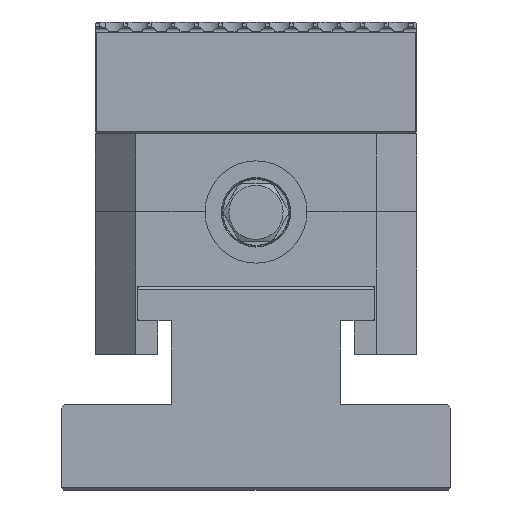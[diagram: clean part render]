
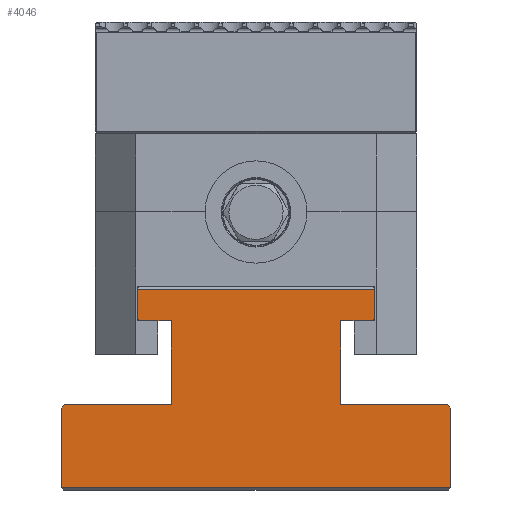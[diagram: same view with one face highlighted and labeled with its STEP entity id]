
A CAD part, left-side view. The second image highlights one B-rep face of the part: STEP entity #4046.
In plain terms, the highlighted planar face has unit normal (-1, 0, 0).
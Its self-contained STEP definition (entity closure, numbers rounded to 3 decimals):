
#3407=FACE_OUTER_BOUND('',#8827,.T.);
#4046=ADVANCED_FACE('',(#3407),#4994,.T.);
#4994=PLANE('',#18879);
#5574=LINE('',#25384,#6856);
#5580=LINE('',#25398,#6862);
#5586=LINE('',#25411,#6868);
#5602=LINE('',#25450,#6884);
#5603=LINE('',#25453,#6885);
#5604=LINE('',#25454,#6886);
#5605=LINE('',#25455,#6887);
#5606=LINE('',#25457,#6888);
#5607=LINE('',#25459,#6889);
#5608=LINE('',#25461,#6890);
#5609=LINE('',#25463,#6891);
#5610=LINE('',#25464,#6892);
#5611=LINE('',#25466,#6893);
#5612=LINE('',#25468,#6894);
#5613=LINE('',#25470,#6895);
#5614=LINE('',#25472,#6896);
#6856=VECTOR('',#20624,1.);
#6862=VECTOR('',#20632,1.);
#6868=VECTOR('',#20642,1.);
#6884=VECTOR('',#20668,1.);
#6885=VECTOR('',#20669,1.);
#6886=VECTOR('',#20670,1.);
#6887=VECTOR('',#20671,1.);
#6888=VECTOR('',#20672,1.);
#6889=VECTOR('',#20673,1.);
#6890=VECTOR('',#20674,1.);
#6891=VECTOR('',#20675,1.);
#6892=VECTOR('',#20676,1.);
#6893=VECTOR('',#20677,1.);
#6894=VECTOR('',#20678,1.);
#6895=VECTOR('',#20679,1.);
#6896=VECTOR('',#20680,1.);
#8827=EDGE_LOOP('',(#10147,#10148,#10149,#10150,#10151,#10152,#10153,#10154,
#10155,#10156,#10157,#10158,#10159,#10160,#10161,#10162));
#10147=ORIENTED_EDGE('',*,*,#16139,.T.);
#10148=ORIENTED_EDGE('',*,*,#16140,.T.);
#10149=ORIENTED_EDGE('',*,*,#16109,.F.);
#10150=ORIENTED_EDGE('',*,*,#16141,.T.);
#10151=ORIENTED_EDGE('',*,*,#16115,.T.);
#10152=ORIENTED_EDGE('',*,*,#16142,.T.);
#10153=ORIENTED_EDGE('',*,*,#16143,.F.);
#10154=ORIENTED_EDGE('',*,*,#16144,.F.);
#10155=ORIENTED_EDGE('',*,*,#16145,.F.);
#10156=ORIENTED_EDGE('',*,*,#16146,.T.);
#10157=ORIENTED_EDGE('',*,*,#16121,.T.);
#10158=ORIENTED_EDGE('',*,*,#16147,.T.);
#10159=ORIENTED_EDGE('',*,*,#16148,.F.);
#10160=ORIENTED_EDGE('',*,*,#16149,.T.);
#10161=ORIENTED_EDGE('',*,*,#16150,.T.);
#10162=ORIENTED_EDGE('',*,*,#16151,.T.);
#14517=VERTEX_POINT('',#25385);
#14518=VERTEX_POINT('',#25386);
#14523=VERTEX_POINT('',#25397);
#14524=VERTEX_POINT('',#25399);
#14529=VERTEX_POINT('',#25412);
#14530=VERTEX_POINT('',#25413);
#14547=VERTEX_POINT('',#25451);
#14548=VERTEX_POINT('',#25452);
#14549=VERTEX_POINT('',#25456);
#14550=VERTEX_POINT('',#25458);
#14551=VERTEX_POINT('',#25460);
#14552=VERTEX_POINT('',#25462);
#14553=VERTEX_POINT('',#25465);
#14554=VERTEX_POINT('',#25467);
#14555=VERTEX_POINT('',#25469);
#14556=VERTEX_POINT('',#25471);
#16109=EDGE_CURVE('',#14517,#14518,#5574,.T.);
#16115=EDGE_CURVE('',#14524,#14523,#5580,.T.);
#16121=EDGE_CURVE('',#14529,#14530,#5586,.T.);
#16139=EDGE_CURVE('',#14547,#14548,#5602,.T.);
#16140=EDGE_CURVE('',#14548,#14518,#5603,.T.);
#16141=EDGE_CURVE('',#14517,#14524,#5604,.T.);
#16142=EDGE_CURVE('',#14523,#14549,#5605,.T.);
#16143=EDGE_CURVE('',#14550,#14549,#5606,.T.);
#16144=EDGE_CURVE('',#14551,#14550,#5607,.T.);
#16145=EDGE_CURVE('',#14552,#14551,#5608,.T.);
#16146=EDGE_CURVE('',#14552,#14529,#5609,.T.);
#16147=EDGE_CURVE('',#14530,#14553,#5610,.T.);
#16148=EDGE_CURVE('',#14554,#14553,#5611,.T.);
#16149=EDGE_CURVE('',#14554,#14555,#5612,.T.);
#16150=EDGE_CURVE('',#14555,#14556,#5613,.T.);
#16151=EDGE_CURVE('',#14556,#14547,#5614,.T.);
#18879=AXIS2_PLACEMENT_3D('',#25473,#20681,#20682);
#20624=DIRECTION('',(0.,0.,1.));
#20632=DIRECTION('',(0.,0.,1.));
#20642=DIRECTION('',(0.,0.,1.));
#20668=DIRECTION('',(0.,1.,0.));
#20669=DIRECTION('',(0.,0.707,-0.707));
#20670=DIRECTION('',(0.,-1.,0.));
#20671=DIRECTION('',(0.,0.707,0.707));
#20672=DIRECTION('',(0.,-1.,0.));
#20673=DIRECTION('',(0.,0.,-1.));
#20674=DIRECTION('',(0.,1.,0.));
#20675=DIRECTION('',(0.,-0.707,0.707));
#20676=DIRECTION('',(0.,1.,0.));
#20677=DIRECTION('',(0.,0.,1.));
#20678=DIRECTION('',(0.,-0.707,-0.707));
#20679=DIRECTION('',(0.,-1.,0.));
#20680=DIRECTION('',(0.,0.,-1.));
#20681=DIRECTION('',(-1.,0.,0.));
#20682=DIRECTION('',(0.,0.,1.));
#25384=CARTESIAN_POINT('',(156.778,100.,-5.4));
#25385=CARTESIAN_POINT('',(156.778,100.,-4.4));
#25386=CARTESIAN_POINT('',(156.778,100.,19.));
#25397=CARTESIAN_POINT('',(156.778,-15.,19.));
#25398=CARTESIAN_POINT('',(156.778,-15.,-5.4));
#25399=CARTESIAN_POINT('',(156.778,-15.,-4.4));
#25411=CARTESIAN_POINT('',(156.778,7.5,-5.4));
#25412=CARTESIAN_POINT('',(156.778,7.5,45.4));
#25413=CARTESIAN_POINT('',(156.778,7.5,54.));
#25450=CARTESIAN_POINT('',(156.778,42.5,20.));
#25451=CARTESIAN_POINT('',(156.778,67.5,20.));
#25452=CARTESIAN_POINT('',(156.778,99.,20.));
#25453=CARTESIAN_POINT('',(156.778,83.45,35.55));
#25454=CARTESIAN_POINT('',(156.778,42.5,-4.4));
#25455=CARTESIAN_POINT('',(156.778,1.55,35.55));
#25456=CARTESIAN_POINT('',(156.778,-14.,20.));
#25457=CARTESIAN_POINT('',(156.778,42.5,20.));
#25458=CARTESIAN_POINT('',(156.778,17.5,20.));
#25459=CARTESIAN_POINT('',(156.778,17.5,-5.4));
#25460=CARTESIAN_POINT('',(156.778,17.5,44.8));
#25461=CARTESIAN_POINT('',(156.778,42.5,44.8));
#25462=CARTESIAN_POINT('',(156.778,8.1,44.8));
#25463=CARTESIAN_POINT('',(156.778,50.4,2.5));
#25464=CARTESIAN_POINT('',(156.778,42.5,54.));
#25465=CARTESIAN_POINT('',(156.778,77.5,54.));
#25466=CARTESIAN_POINT('',(156.778,77.5,-5.4));
#25467=CARTESIAN_POINT('',(156.778,77.5,45.4));
#25468=CARTESIAN_POINT('',(156.778,34.6,2.5));
#25469=CARTESIAN_POINT('',(156.778,76.9,44.8));
#25470=CARTESIAN_POINT('',(156.778,87.5,44.8));
#25471=CARTESIAN_POINT('',(156.778,67.5,44.8));
#25472=CARTESIAN_POINT('',(156.778,67.5,-5.4));
#25473=CARTESIAN_POINT('',(156.778,42.5,-5.4));
